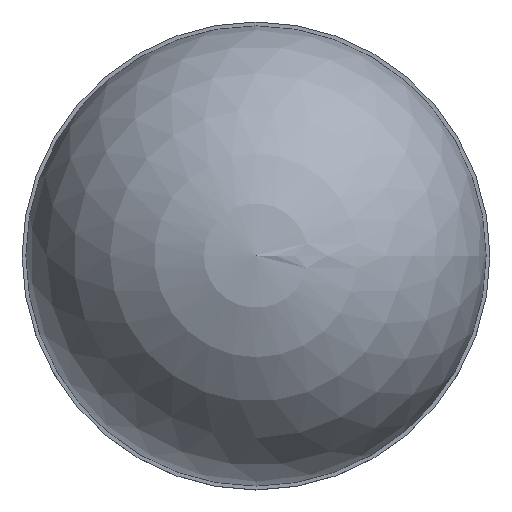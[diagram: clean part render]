
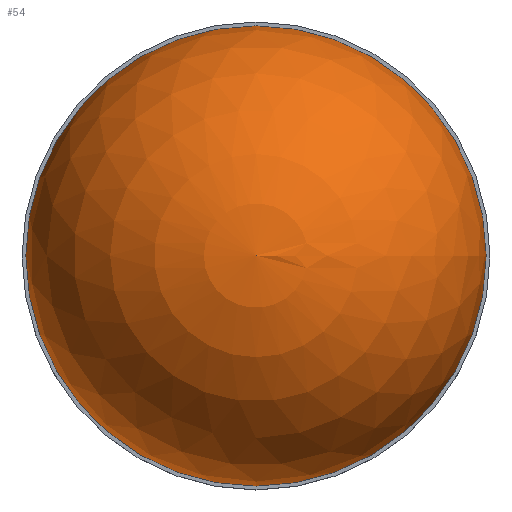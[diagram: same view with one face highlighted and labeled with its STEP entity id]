
A CAD part, top view. The second image highlights one B-rep face of the part: STEP entity #54.
In plain terms, the highlighted spherical face has radius 12.3 mm.
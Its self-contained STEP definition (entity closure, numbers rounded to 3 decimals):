
#54 = ADVANCED_FACE( '', ( #115 ), #116, .T. );
#115 = FACE_OUTER_BOUND( '', #177, .T. );
#116 = SPHERICAL_SURFACE( '', #178, 12.3 );
#177 = EDGE_LOOP( '', ( #249 ) );
#178 = AXIS2_PLACEMENT_3D( '', #250, #251, #252 );
#249 = ORIENTED_EDGE( '', *, *, #298, .F. );
#250 = CARTESIAN_POINT( '', ( 0., 0., 39.7 ) );
#251 = DIRECTION( '', ( 0., 0., 1. ) );
#252 = DIRECTION( '', ( 1., 0., 0. ) );
#298 = EDGE_CURVE( '', #333, #333, #334, .T. );
#333 = VERTEX_POINT( '', #373 );
#334 = CIRCLE( '', #374, 12.294 );
#373 = CARTESIAN_POINT( '', ( -12.294, 0., 39.326 ) );
#374 = AXIS2_PLACEMENT_3D( '', #415, #416, #417 );
#415 = CARTESIAN_POINT( '', ( 0., 0., 39.326 ) );
#416 = DIRECTION( '', ( 0., 0., -1. ) );
#417 = DIRECTION( '', ( -1., 0., 0. ) );
